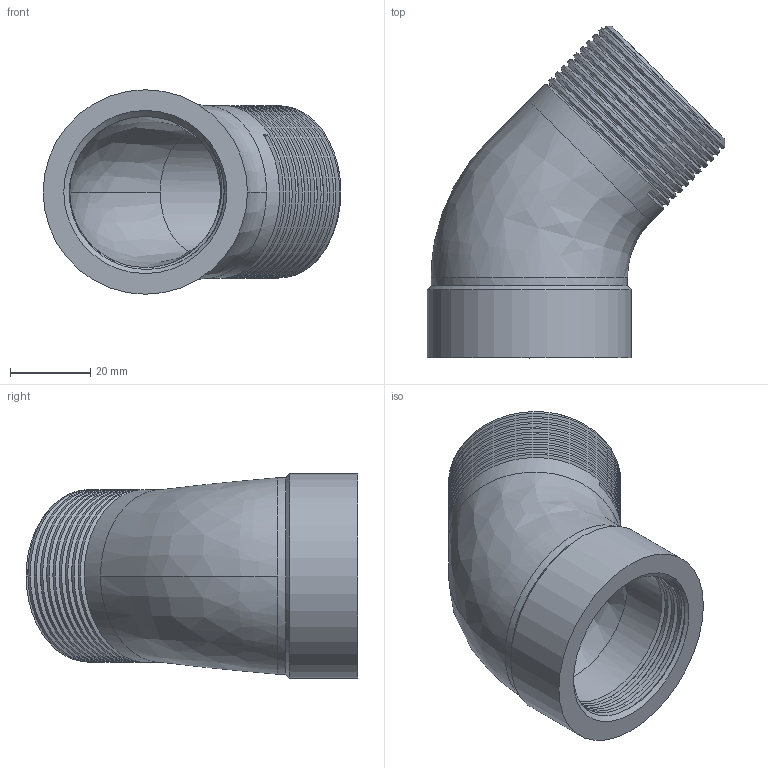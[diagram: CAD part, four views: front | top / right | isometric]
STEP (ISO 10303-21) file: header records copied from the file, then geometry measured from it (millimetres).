
FILE_DESCRIPTION(/* description */ ('Unknown'),/* implementation_level */ '2;1');
FILE_NAME(/* name */ '20200818-R-306-DN32',/* time_stamp */ '2020-08-18T15:20:09+08:00',/* author */ ('Unknown'),/* organization */ ('Unknown'),/* preprocessor_version */ 'ST-DEVELOPER v16.7',/* originating_system */ 'DEX',/* authorisation */ $);
FILE_SCHEMA (('AUTOMOTIVE_DESIGN {1 0 10303 214 3 1 1}'));
Length unit declared in the file: millimetre
Products named in the file (1): R-306
Bounding box: 74.29 x 82.79 x 51 mm (x, y, z)
Volume: 58576.3 mm3; surface area: 23752 mm2
Topology: 1 solids, 1 shells, 34 faces, 121 edges, 89 vertices
Faces by surface type: cylinder 18, bspline 9, plane 4, cone 3
Full cylindrical faces by diameter (mm): 32 x1, 37.7 x3, 43 x9, 49 x1, 51 x1
Entity records: 8256 total; most frequent: CARTESIAN_POINT 7601, ORIENTED_EDGE 200, EDGE_CURVE 100, VERTEX_POINT 88, DIRECTION 54, EDGE_LOOP 32, FACE_BOUND 32, B_SPLINE_CURVE_WITH_KNOTS 23
